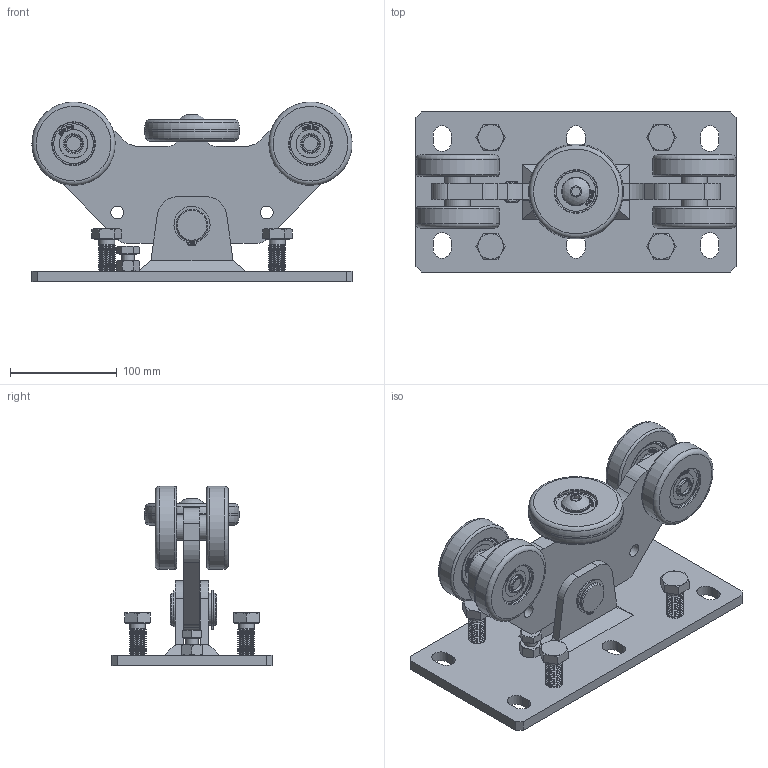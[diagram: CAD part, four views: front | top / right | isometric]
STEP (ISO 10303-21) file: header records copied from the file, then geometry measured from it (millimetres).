
FILE_DESCRIPTION(/* description */ ('CGS-350.5P CARRELLO PER AUTOPORTANTI'),/* implementation_level */ '2;1');
FILE_NAME(/* name */ '10130005.stp',/* time_stamp */ '2022-02-11T13:08:18+01:00',/* author */ ('sbizzotto'),/* organization */ (''),/* preprocessor_version */ 'ST-DEVELOPER v17.2',/* originating_system */ 'Autodesk Inventor 2019',/* authorisation */ '');
FILE_SCHEMA (('AUTOMOTIVE_DESIGN { 1 0 10303 214 3 1 1 }'));
Length unit declared in the file: millimetre
Products named in the file (22): 10130005  001; 21001423; 23000644  001; 33001234; 23001234; 33001255  001; 23001255; 74101032; 74101032_1; 74101032 GUARNIZIONE 2RS; 22000329  001; 71500624; 71104097  001; 27510001  001; 71104069  001; 71200710  001; 36201213  001; 36201213  001_1; 26201211 ; 26402602; 21501003; 71303915  001
Assembly tree (35 placements, depth 4):
  10130005  001
    21001423
    23000644  001  x4
    33001234
      23001234
      74101032
        74101032_1
        74101032 GUARNIZIONE 2RS  x2
    33001255  001  x4
      23001255
      74101032
        74101032_1
        74101032 GUARNIZIONE 2RS  x2
    22000329  001  x2
    71500624  x2
    71104097  001  x4
    27510001  001
    71104069  001
    71200710  001
    36201213  001
      36201213  001_1
      26201211 
      26402602  x2
    21501003
    71303915  001
Bounding box: 300 x 150 x 168.5 mm (x, y, z)
Volume: 1359144.7 mm3; surface area: 375040 mm2
Topology: 103 solids, 103 shells, 2608 faces, 7416 edges, 5037 vertices
Faces by surface type: bspline 1030, plane 904, cylinder 233, torus 209, cone 176, sphere 56
Full cylindrical faces by diameter (mm): 2 x4, 8.376 x1, 10 x1, 10.106 x5, 10.25 x1, 12 x3, 13.5 x2, 14 x4, 14.917 x4, 16 x56, 16.63 x1, 16.8 x2, 16.9 x2, 17 x8, 17.2 x4, 20 x2, 22 x4, 24 x5, 26 x1, 26.78 x10, 26.8 x10, 28.6 x2, 30 x3, 30.1 x1, 30.3 x2, 37.2 x10, 37.22 x10, 40 x5, 47 x10, 52 x5
Entity records: 25420 total; most frequent: CARTESIAN_POINT 5654, ORIENTED_EDGE 4054, DIRECTION 3845, EDGE_CURVE 2027, VERTEX_POINT 1428, AXIS2_PLACEMENT_3D 1397, LINE 1051, VECTOR 1051
